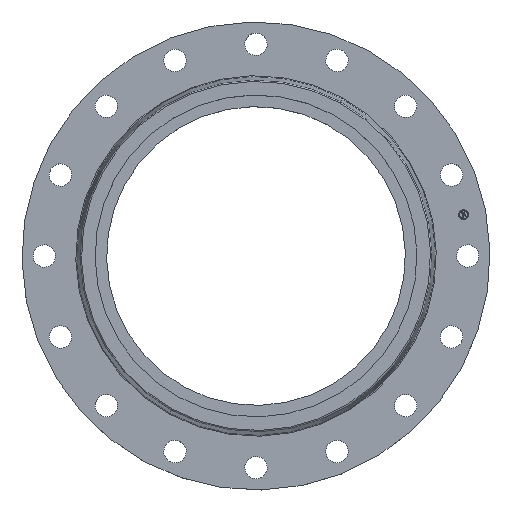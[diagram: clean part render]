
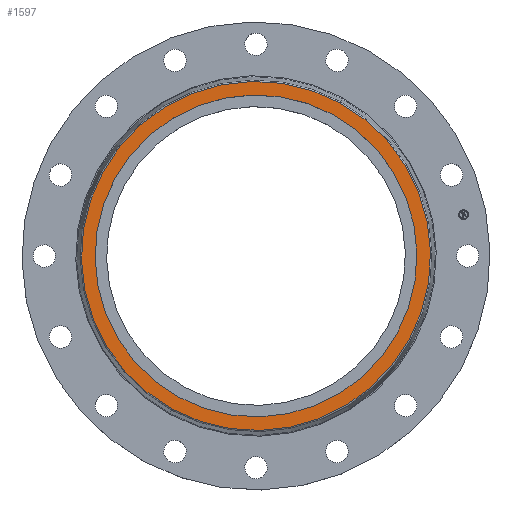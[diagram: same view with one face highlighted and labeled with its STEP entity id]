
A CAD part, top view. The second image highlights one B-rep face of the part: STEP entity #1597.
In plain terms, the highlighted planar face has unit normal (0, 0, 1).
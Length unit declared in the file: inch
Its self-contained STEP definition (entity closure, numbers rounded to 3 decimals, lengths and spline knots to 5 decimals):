
#1518=AXIS2_PLACEMENT_3D('Circle Axis2P3D',#1516,#1517,$) ;
#1537=AXIS2_PLACEMENT_3D('Circle Axis2P3D',#1535,#1536,$) ;
#1573=AXIS2_PLACEMENT_3D('Plane Axis2P3D',#1570,#1571,#1572) ;
#1581=AXIS2_PLACEMENT_3D('Circle Axis2P3D',#1579,#1580,$) ;
#1590=AXIS2_PLACEMENT_3D('Circle Axis2P3D',#1588,#1589,$) ;
#1513=CARTESIAN_POINT('Vertex',(4.20108,7.69003,2.44)) ;
#1516=CARTESIAN_POINT('Axis2P3D Location',(0.,0.,2.44)) ;
#1520=CARTESIAN_POINT('Vertex',(-4.20108,-7.69003,2.44)) ;
#1535=CARTESIAN_POINT('Axis2P3D Location',(0.,0.,2.44)) ;
#1570=CARTESIAN_POINT('Axis2P3D Location',(0.,8.76275,2.44)) ;
#1579=CARTESIAN_POINT('Axis2P3D Location',(0.,0.,2.44)) ;
#1583=CARTESIAN_POINT('Vertex',(-7.09087,3.87376,2.44)) ;
#1585=CARTESIAN_POINT('Vertex',(7.09087,-3.87376,2.44)) ;
#1588=CARTESIAN_POINT('Axis2P3D Location',(0.,0.,2.44)) ;
#1517=DIRECTION('Axis2P3D Direction',(0.,0.,-0.039)) ;
#1536=DIRECTION('Axis2P3D Direction',(0.,0.,-0.039)) ;
#1571=DIRECTION('Axis2P3D Direction',(0.,0.,-0.039)) ;
#1572=DIRECTION('Axis2P3D XDirection',(0.039,0.,0.)) ;
#1580=DIRECTION('Axis2P3D Direction',(0.,0.,-0.039)) ;
#1589=DIRECTION('Axis2P3D Direction',(0.,0.,-0.039)) ;
#1576=ORIENTED_EDGE('',*,*,#1522,.F.) ;
#1577=ORIENTED_EDGE('',*,*,#1539,.F.) ;
#1594=ORIENTED_EDGE('',*,*,#1587,.T.) ;
#1595=ORIENTED_EDGE('',*,*,#1592,.T.) ;
#1596=FACE_BOUND('',#1593,.T.) ;
#1597=ADVANCED_FACE('PartBody',(#1578,#1596),#1574,.F.) ;
#1519=CIRCLE('generated circle',#1518,8.76275) ;
#1538=CIRCLE('generated circle',#1537,8.76275) ;
#1582=CIRCLE('generated circle',#1581,8.08) ;
#1591=CIRCLE('generated circle',#1590,8.08) ;
#1522=EDGE_CURVE('',#1514,#1521,#1519,.T.) ;
#1539=EDGE_CURVE('',#1521,#1514,#1538,.T.) ;
#1587=EDGE_CURVE('',#1584,#1586,#1582,.T.) ;
#1592=EDGE_CURVE('',#1586,#1584,#1591,.T.) ;
#1575=EDGE_LOOP('',(#1576,#1577)) ;
#1593=EDGE_LOOP('',(#1594,#1595)) ;
#1578=FACE_OUTER_BOUND('',#1575,.T.) ;
#1574=PLANE('',#1573) ;
#1514=VERTEX_POINT('',#1513) ;
#1521=VERTEX_POINT('',#1520) ;
#1584=VERTEX_POINT('',#1583) ;
#1586=VERTEX_POINT('',#1585) ;
